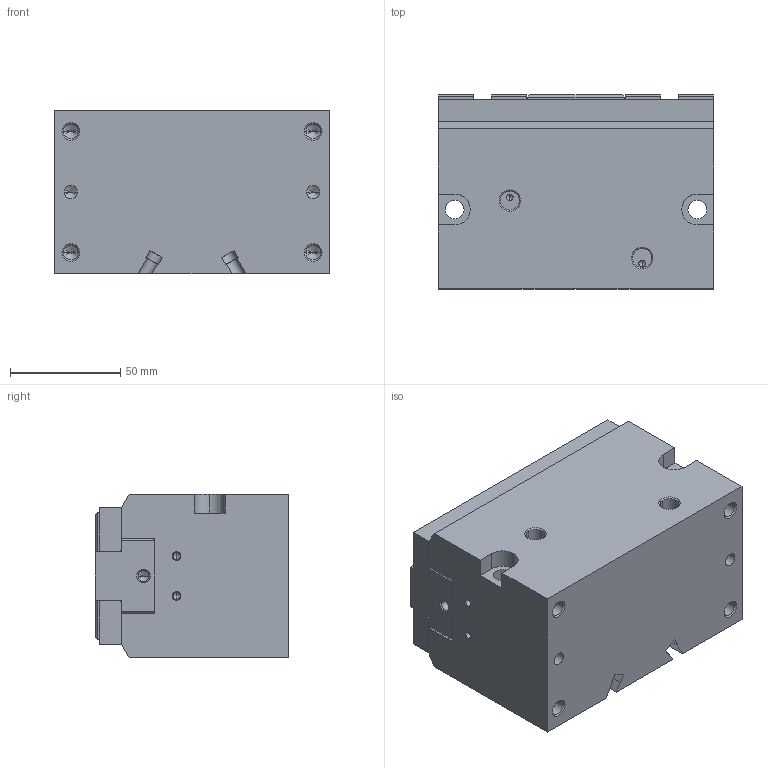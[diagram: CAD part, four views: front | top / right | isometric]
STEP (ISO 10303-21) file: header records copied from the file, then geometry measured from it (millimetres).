
FILE_DESCRIPTION( ( '' ), '1' );
FILE_NAME( 'op74i_op740iae_0_2_14a.stp', '2010-10-25T12:46:46', ( '' ), ( '' ), ' ', ' ', ' ' );
FILE_SCHEMA( ( 'automotive_design' ) );
Length unit declared in the file: millimetre
Products named in the file (3): 1; 2; 3
Bounding box: 125 x 88 x 74 mm (x, y, z)
Volume: 750222.8 mm3; surface area: 90392.1 mm2
Topology: 3 solids, 3 shells, 316 faces, 798 edges, 478 vertices
Faces by surface type: plane 150, cone 84, cylinder 82
Entity records: 17932 total; most frequent: CARTESIAN_POINT 1667, DIRECTION 1588, STYLED_ITEM 1551, PRESENTATION_STYLE_ASSIGNMENT 1551, COLOUR_RGB 1551, ORIENTED_EDGE 1508, EDGE_CURVE 754, CURVE_STYLE 754
